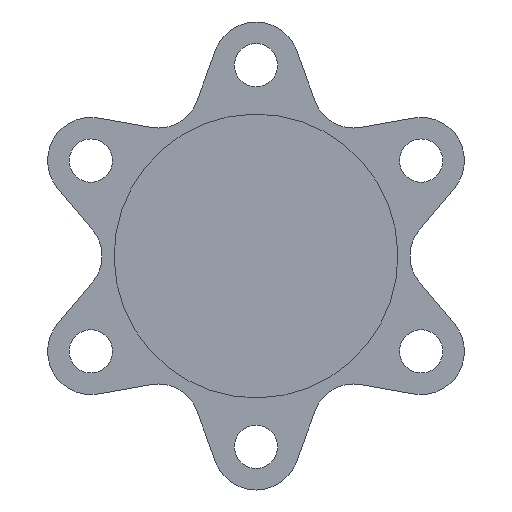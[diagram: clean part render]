
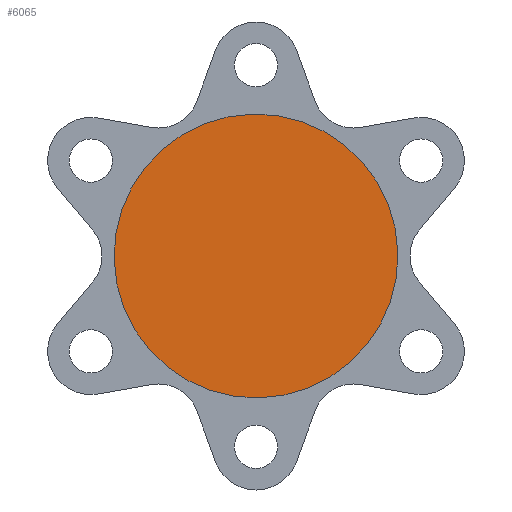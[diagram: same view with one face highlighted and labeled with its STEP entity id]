
A CAD part, front view. The second image highlights one B-rep face of the part: STEP entity #6065.
In plain terms, the highlighted planar face has unit normal (0, -1, 0).
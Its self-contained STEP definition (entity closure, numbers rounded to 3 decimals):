
#6022=CARTESIAN_POINT('Vertex',(-13.376,-2.,-24.485)) ;
#6025=CARTESIAN_POINT('Axis2P3D Location',(0.,-2.,0.)) ;
#6029=CARTESIAN_POINT('Vertex',(13.376,-2.,24.485)) ;
#6044=CARTESIAN_POINT('Axis2P3D Location',(0.,-2.,0.)) ;
#6056=CARTESIAN_POINT('Axis2P3D Location',(0.,-2.,27.9)) ;
#6026=DIRECTION('Axis2P3D Direction',(0.,1.,0.)) ;
#6045=DIRECTION('Axis2P3D Direction',(0.,1.,0.)) ;
#6057=DIRECTION('Axis2P3D Direction',(-0.,1.,0.)) ;
#6058=DIRECTION('Axis2P3D XDirection',(1.,0.,0.)) ;
#6027=AXIS2_PLACEMENT_3D('Circle Axis2P3D',#6025,#6026,$) ;
#6046=AXIS2_PLACEMENT_3D('Circle Axis2P3D',#6044,#6045,$) ;
#6059=AXIS2_PLACEMENT_3D('Plane Axis2P3D',#6056,#6057,#6058) ;
#6062=ORIENTED_EDGE('',*,*,#6048,.F.) ;
#6063=ORIENTED_EDGE('',*,*,#6031,.F.) ;
#6065=ADVANCED_FACE('PartBody',(#6064),#6060,.F.) ;
#6028=CIRCLE('generated circle',#6027,27.9) ;
#6047=CIRCLE('generated circle',#6046,27.9) ;
#6031=EDGE_CURVE('',#6023,#6030,#6028,.T.) ;
#6048=EDGE_CURVE('',#6030,#6023,#6047,.T.) ;
#6061=EDGE_LOOP('',(#6062,#6063)) ;
#6064=FACE_OUTER_BOUND('',#6061,.T.) ;
#6060=PLANE('Plane',#6059) ;
#6023=VERTEX_POINT('',#6022) ;
#6030=VERTEX_POINT('',#6029) ;
